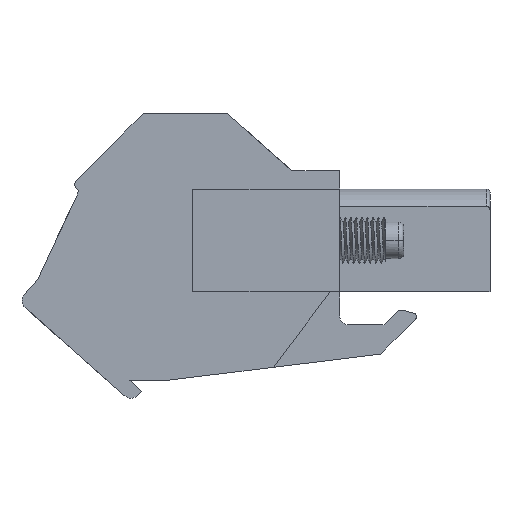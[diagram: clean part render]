
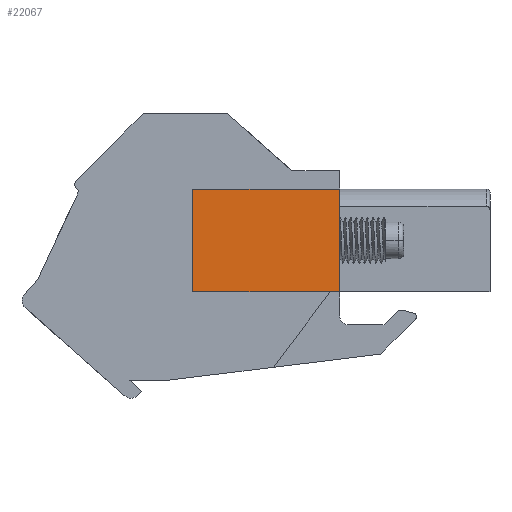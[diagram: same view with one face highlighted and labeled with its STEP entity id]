
A CAD part, left-side view. The second image highlights one B-rep face of the part: STEP entity #22067.
In plain terms, the highlighted planar face has unit normal (-1, 0, 0).
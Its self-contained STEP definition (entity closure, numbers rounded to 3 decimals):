
#236 = ORIENTED_EDGE ( 'NONE', *, *, #2703, .F. ) ;
#2703 = EDGE_CURVE ( 'NONE', #7146, #28405, #33108, .T. ) ;
#3093 = AXIS2_PLACEMENT_3D ( 'NONE', #38827, #3268, #41845 ) ;
#3268 = DIRECTION ( 'NONE',  ( -1., 0., 0. ) ) ;
#5561 = CARTESIAN_POINT ( 'NONE',  ( -5., 16.2, 5.8 ) ) ;
#7146 = VERTEX_POINT ( 'NONE', #16561 ) ;
#10120 = VERTEX_POINT ( 'NONE', #21119 ) ;
#10228 = ORIENTED_EDGE ( 'NONE', *, *, #21630, .F. ) ;
#11242 = ORIENTED_EDGE ( 'NONE', *, *, #41366, .T. ) ;
#15935 = VECTOR ( 'NONE', #28388, 1000. ) ;
#16400 = CARTESIAN_POINT ( 'NONE',  ( -5., 16.2, 5.8 ) ) ;
#16561 = CARTESIAN_POINT ( 'NONE',  ( -5., 16.2, 11.4 ) ) ;
#19265 = VECTOR ( 'NONE', #29943, 1000. ) ;
#19598 = VERTEX_POINT ( 'NONE', #28065 ) ;
#20090 = EDGE_LOOP ( 'NONE', ( #11242, #236, #10228, #28138 ) ) ;
#21119 = CARTESIAN_POINT ( 'NONE',  ( -5., 16.2, 5.8 ) ) ;
#21630 = EDGE_CURVE ( 'NONE', #10120, #7146, #31339, .T. ) ;
#22067 = ADVANCED_FACE ( 'NONE', ( #22741 ), #28873, .T. ) ;
#22741 = FACE_OUTER_BOUND ( 'NONE', #20090, .T. ) ;
#23263 = CARTESIAN_POINT ( 'NONE',  ( -5., 8.2, 11.4 ) ) ;
#28065 = CARTESIAN_POINT ( 'NONE',  ( -5., 8.2, 5.8 ) ) ;
#28138 = ORIENTED_EDGE ( 'NONE', *, *, #36528, .T. ) ;
#28388 = DIRECTION ( 'NONE',  ( 0., 0., 1. ) ) ;
#28405 = VERTEX_POINT ( 'NONE', #23263 ) ;
#28873 = PLANE ( 'NONE',  #3093 ) ;
#29943 = DIRECTION ( 'NONE',  ( 0., -1., 0. ) ) ;
#30797 = VECTOR ( 'NONE', #35586, 1000. ) ;
#31339 = LINE ( 'NONE', #5561, #15935 ) ;
#31369 = LINE ( 'NONE', #37769, #39232 ) ;
#33026 = LINE ( 'NONE', #16400, #30797 ) ;
#33108 = LINE ( 'NONE', #39706, #19265 ) ;
#35586 = DIRECTION ( 'NONE',  ( 0., -1., 0. ) ) ;
#36528 = EDGE_CURVE ( 'NONE', #10120, #19598, #33026, .T. ) ;
#37769 = CARTESIAN_POINT ( 'NONE',  ( -5., 8.2, 5.8 ) ) ;
#38827 = CARTESIAN_POINT ( 'NONE',  ( -5., 16.2, 5.8 ) ) ;
#39232 = VECTOR ( 'NONE', #41601, 1000. ) ;
#39706 = CARTESIAN_POINT ( 'NONE',  ( -5., 16.2, 11.4 ) ) ;
#41366 = EDGE_CURVE ( 'NONE', #19598, #28405, #31369, .T. ) ;
#41601 = DIRECTION ( 'NONE',  ( 0., 0., 1. ) ) ;
#41845 = DIRECTION ( 'NONE',  ( 0., -1., 0. ) ) ;
